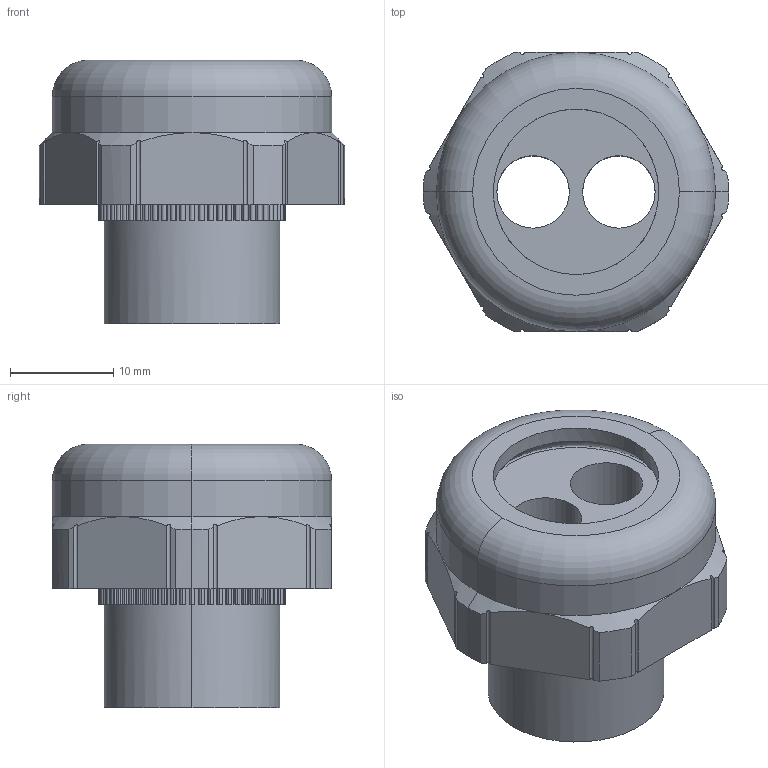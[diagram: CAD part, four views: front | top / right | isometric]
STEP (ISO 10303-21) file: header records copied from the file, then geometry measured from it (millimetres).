
FILE_DESCRIPTION(('CATIA V5 STEP Exchange','CAx-IF Rec.Pracs.--- Model Styling and Organization---1.4--- 2014-01-23'),'2;1');
FILE_NAME ('038338-3_1', '2020-07-21T11:17:58+00:00', ('none'), ('Weidmueller'), 'CATIA Version 5-6 Release 2016 SP3 HF44', 'CATIA V5 STEP AP214', 'none');
FILE_SCHEMA(('AUTOMOTIVE_DESIGN { 1 0 10303 214 1 1 1 1 }'));
Length unit declared in the file: millimetre
Products named in the file (1): 1525530000
Bounding box: 29.5 x 27 x 25.5 mm (x, y, z)
Volume: 7911.1 mm3; surface area: 5782.3 mm2
Topology: 2 solids, 2 shells, 379 faces, 1094 edges, 722 vertices
Faces by surface type: plane 205, cylinder 156, cone 12, torus 6
Entity records: 13852 total; most frequent: CARTESIAN_POINT 4227, ORIENTED_EDGE 2188, DIRECTION 1670, EDGE_CURVE 1094, VERTEX_POINT 722, AXIS2_PLACEMENT_3D 674, VECTOR 618, LINE 618
